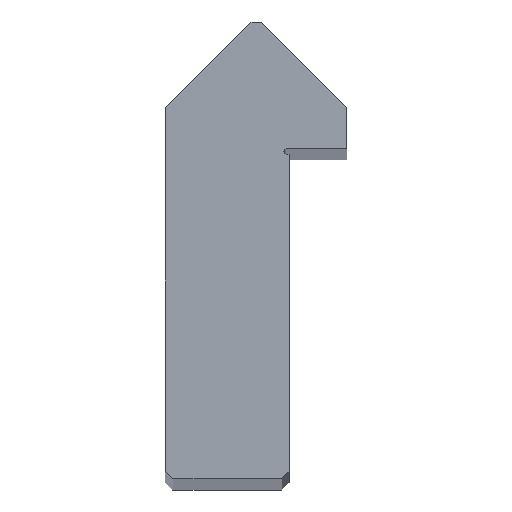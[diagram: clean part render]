
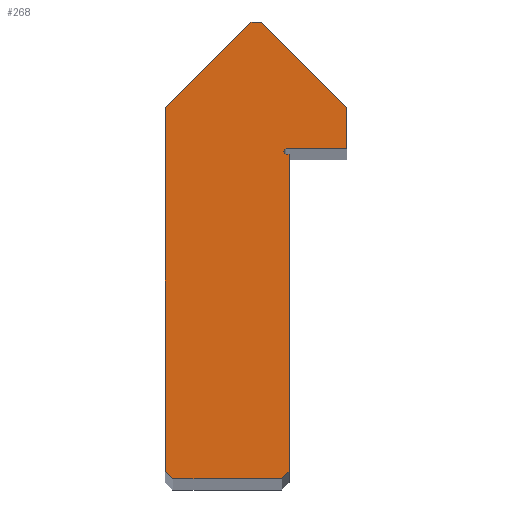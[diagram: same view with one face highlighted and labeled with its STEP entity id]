
A CAD part, top view. The second image highlights one B-rep face of the part: STEP entity #268.
In plain terms, the highlighted planar face has unit normal (0, 0, 1).
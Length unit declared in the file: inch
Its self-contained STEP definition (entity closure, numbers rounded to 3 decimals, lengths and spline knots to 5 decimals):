
#14=CIRCLE($,#286,0.005);
#27=FACE_OUTER_BOUND($,#41,.T.);
#41=EDGE_LOOP($,(#216,#217,#218,#219,#220,#221,#222,#223,#224,#225,#226,
#227));
#46=LINE($,#366,#80);
#50=LINE($,#373,#84);
#53=LINE($,#379,#87);
#56=LINE($,#385,#90);
#59=LINE($,#391,#93);
#62=LINE($,#397,#96);
#63=LINE($,#401,#97);
#69=LINE($,#412,#103);
#72=LINE($,#418,#106);
#75=LINE($,#424,#109);
#77=LINE($,#427,#111);
#80=VECTOR($,#296,0.68886);
#84=VECTOR($,#302,0.02);
#87=VECTOR($,#307,0.20572);
#90=VECTOR($,#312,0.02);
#93=VECTOR($,#317,0.60086);
#96=VECTOR($,#322,0.005);
#97=VECTOR($,#325,0.114);
#103=VECTOR($,#333,0.079);
#106=VECTOR($,#338,0.22769);
#109=VECTOR($,#343,0.02);
#111=VECTOR($,#347,0.2291);
#114=VERTEX_POINT($,#363);
#115=VERTEX_POINT($,#365);
#117=VERTEX_POINT($,#371);
#119=VERTEX_POINT($,#377);
#121=VERTEX_POINT($,#383);
#123=VERTEX_POINT($,#389);
#125=VERTEX_POINT($,#395);
#126=VERTEX_POINT($,#399);
#127=VERTEX_POINT($,#400);
#131=VERTEX_POINT($,#410);
#133=VERTEX_POINT($,#416);
#135=VERTEX_POINT($,#422);
#138=EDGE_CURVE($,#115,#114,#46,.T.);
#142=EDGE_CURVE($,#114,#117,#50,.T.);
#145=EDGE_CURVE($,#117,#119,#53,.T.);
#148=EDGE_CURVE($,#119,#121,#56,.T.);
#151=EDGE_CURVE($,#121,#123,#59,.T.);
#154=EDGE_CURVE($,#123,#125,#62,.T.);
#155=EDGE_CURVE($,#126,#127,#63,.T.);
#161=EDGE_CURVE($,#127,#131,#69,.T.);
#164=EDGE_CURVE($,#131,#133,#72,.T.);
#167=EDGE_CURVE($,#133,#135,#75,.T.);
#169=EDGE_CURVE($,#135,#115,#77,.T.);
#170=EDGE_CURVE($,#125,#126,#14,.T.);
#216=ORIENTED_EDGE($,*,*,#138,.T.);
#217=ORIENTED_EDGE($,*,*,#142,.T.);
#218=ORIENTED_EDGE($,*,*,#145,.T.);
#219=ORIENTED_EDGE($,*,*,#148,.T.);
#220=ORIENTED_EDGE($,*,*,#151,.T.);
#221=ORIENTED_EDGE($,*,*,#154,.T.);
#222=ORIENTED_EDGE($,*,*,#170,.T.);
#223=ORIENTED_EDGE($,*,*,#155,.T.);
#224=ORIENTED_EDGE($,*,*,#161,.T.);
#225=ORIENTED_EDGE($,*,*,#164,.T.);
#226=ORIENTED_EDGE($,*,*,#167,.T.);
#227=ORIENTED_EDGE($,*,*,#169,.T.);
#255=PLANE($,#285);
#268=ADVANCED_FACE($,(#27),#255,.T.);
#285=AXIS2_PLACEMENT_3D($,#428,#348,#349);
#286=AXIS2_PLACEMENT_3D($,#429,#350,#351);
#296=DIRECTION($,(0.,-1.,0.));
#302=DIRECTION($,(0.707,-0.707,0.));
#307=DIRECTION($,(1.,0.,0.));
#312=DIRECTION($,(0.707,0.707,0.));
#317=DIRECTION($,(0.,1.,0.));
#322=DIRECTION($,(-1.,0.,0.));
#325=DIRECTION($,(1.,0.,0.));
#333=DIRECTION($,(0.,1.,0.));
#338=DIRECTION($,(-0.707,0.707,0.));
#343=DIRECTION($,(-1.,0.,0.));
#347=DIRECTION($,(-0.707,-0.707,0.));
#348=DIRECTION('center_axis',(0.,0.,1.));
#349=DIRECTION('ref_axis',(1.,0.,0.));
#350=DIRECTION('center_axis',(0.,0.,-1.));
#351=DIRECTION('ref_axis',(1.,0.,0.));
#363=CARTESIAN_POINT('',(-0.117,0.01414,12.));
#365=CARTESIAN_POINT('',(-0.117,0.703,12.));
#366=CARTESIAN_POINT($,(-0.117,0.703,12.));
#371=CARTESIAN_POINT('',(-0.10286,0.,12.));
#373=CARTESIAN_POINT($,(-0.117,0.01414,12.));
#377=CARTESIAN_POINT('',(0.10286,0.,12.));
#379=CARTESIAN_POINT($,(-0.10286,0.,12.));
#383=CARTESIAN_POINT('',(0.117,0.01414,12.));
#385=CARTESIAN_POINT($,(0.10286,0.,12.));
#389=CARTESIAN_POINT('',(0.117,0.615,12.));
#391=CARTESIAN_POINT($,(0.117,0.615,12.));
#395=CARTESIAN_POINT('',(0.112,0.615,12.));
#397=CARTESIAN_POINT($,(0.107,0.615,12.));
#399=CARTESIAN_POINT('',(0.112,0.625,12.));
#400=CARTESIAN_POINT('',(0.226,0.625,12.));
#401=CARTESIAN_POINT($,(0.226,0.625,12.));
#410=CARTESIAN_POINT('',(0.226,0.704,12.));
#412=CARTESIAN_POINT($,(0.226,0.704,12.));
#416=CARTESIAN_POINT('',(0.065,0.865,12.));
#418=CARTESIAN_POINT($,(0.065,0.865,12.));
#422=CARTESIAN_POINT('',(0.045,0.865,12.));
#424=CARTESIAN_POINT($,(0.045,0.865,12.));
#427=CARTESIAN_POINT($,(-0.117,0.703,12.));
#428=CARTESIAN_POINT('Origin',(-0.117,0.,12.));
#429=CARTESIAN_POINT('Origin',(0.112,0.62,12.));
